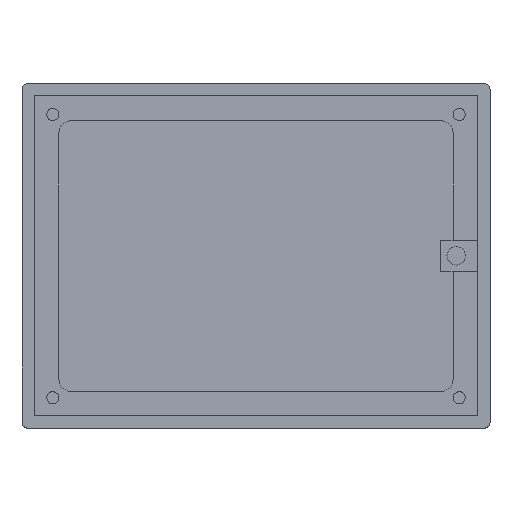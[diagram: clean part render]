
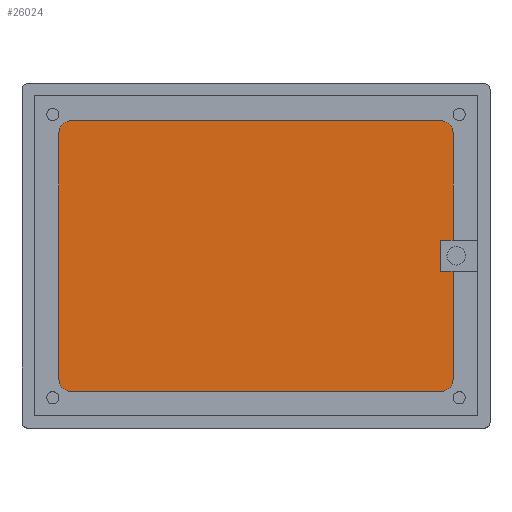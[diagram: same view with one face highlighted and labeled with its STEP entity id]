
A CAD part, top view. The second image highlights one B-rep face of the part: STEP entity #26024.
In plain terms, the highlighted planar face has unit normal (0, 0, 1).
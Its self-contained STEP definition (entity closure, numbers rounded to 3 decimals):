
#153=CIRCLE('',#26600,2.);
#154=CIRCLE('',#26601,2.);
#155=CIRCLE('',#26602,2.);
#156=CIRCLE('',#26603,2.);
#4174=FACE_OUTER_BOUND('',#5688,.T.);
#5688=EDGE_LOOP('',(#23993,#23994,#23995,#23996,#23997,#23998,#23999,#24000));
#7791=LINE('',#52410,#9889);
#7792=LINE('',#52414,#9890);
#7793=LINE('',#52418,#9891);
#7794=LINE('',#52421,#9892);
#9889=VECTOR('',#29792,10.);
#9890=VECTOR('',#29795,10.);
#9891=VECTOR('',#29798,10.);
#9892=VECTOR('',#29801,10.);
#12469=VERTEX_POINT('',#52406);
#12470=VERTEX_POINT('',#52407);
#12471=VERTEX_POINT('',#52409);
#12472=VERTEX_POINT('',#52411);
#12473=VERTEX_POINT('',#52413);
#12474=VERTEX_POINT('',#52415);
#12475=VERTEX_POINT('',#52417);
#12476=VERTEX_POINT('',#52419);
#16327=EDGE_CURVE('',#12469,#12470,#153,.T.);
#16328=EDGE_CURVE('',#12469,#12471,#7791,.T.);
#16329=EDGE_CURVE('',#12472,#12471,#154,.T.);
#16330=EDGE_CURVE('',#12472,#12473,#7792,.T.);
#16331=EDGE_CURVE('',#12474,#12473,#155,.T.);
#16332=EDGE_CURVE('',#12474,#12475,#7793,.T.);
#16333=EDGE_CURVE('',#12476,#12475,#156,.T.);
#16334=EDGE_CURVE('',#12476,#12470,#7794,.T.);
#23993=ORIENTED_EDGE('',*,*,#16327,.F.);
#23994=ORIENTED_EDGE('',*,*,#16328,.T.);
#23995=ORIENTED_EDGE('',*,*,#16329,.F.);
#23996=ORIENTED_EDGE('',*,*,#16330,.T.);
#23997=ORIENTED_EDGE('',*,*,#16331,.F.);
#23998=ORIENTED_EDGE('',*,*,#16332,.T.);
#23999=ORIENTED_EDGE('',*,*,#16333,.F.);
#24000=ORIENTED_EDGE('',*,*,#16334,.T.);
#24626=PLANE('',#26599);
#26024=ADVANCED_FACE('',(#4174),#24626,.F.);
#26599=AXIS2_PLACEMENT_3D('',#52405,#29788,#29789);
#26600=AXIS2_PLACEMENT_3D('',#52408,#29790,#29791);
#26601=AXIS2_PLACEMENT_3D('',#52412,#29793,#29794);
#26602=AXIS2_PLACEMENT_3D('',#52416,#29796,#29797);
#26603=AXIS2_PLACEMENT_3D('',#52420,#29799,#29800);
#29788=DIRECTION('center_axis',(0.,0.,-1.));
#29789=DIRECTION('ref_axis',(-1.,0.,0.));
#29790=DIRECTION('center_axis',(0.,0.,-1.));
#29791=DIRECTION('ref_axis',(-0.707,-0.707,0.));
#29792=DIRECTION('',(1.,0.,0.));
#29793=DIRECTION('center_axis',(0.,0.,-1.));
#29794=DIRECTION('ref_axis',(0.707,-0.707,0.));
#29795=DIRECTION('',(0.,1.,0.));
#29796=DIRECTION('center_axis',(0.,0.,-1.));
#29797=DIRECTION('ref_axis',(0.707,0.707,0.));
#29798=DIRECTION('',(-1.,0.,0.));
#29799=DIRECTION('center_axis',(0.,0.,-1.));
#29800=DIRECTION('ref_axis',(-0.707,0.707,0.));
#29801=DIRECTION('',(0.,-1.,0.));
#52405=CARTESIAN_POINT('Origin',(0.,0.,-6.));
#52406=CARTESIAN_POINT('',(-30.,-22.,-6.));
#52407=CARTESIAN_POINT('',(-32.,-20.,-6.));
#52408=CARTESIAN_POINT('Origin',(-30.,-20.,-6.));
#52409=CARTESIAN_POINT('',(30.,-22.,-6.));
#52410=CARTESIAN_POINT('',(-32.,-22.,-6.));
#52411=CARTESIAN_POINT('',(32.,-20.,-6.));
#52412=CARTESIAN_POINT('Origin',(30.,-20.,-6.));
#52413=CARTESIAN_POINT('',(32.,20.,-6.));
#52414=CARTESIAN_POINT('',(32.,-22.,-6.));
#52415=CARTESIAN_POINT('',(30.,22.,-6.));
#52416=CARTESIAN_POINT('Origin',(30.,20.,-6.));
#52417=CARTESIAN_POINT('',(-30.,22.,-6.));
#52418=CARTESIAN_POINT('',(32.,22.,-6.));
#52419=CARTESIAN_POINT('',(-32.,20.,-6.));
#52420=CARTESIAN_POINT('Origin',(-30.,20.,-6.));
#52421=CARTESIAN_POINT('',(-32.,22.,-6.));
